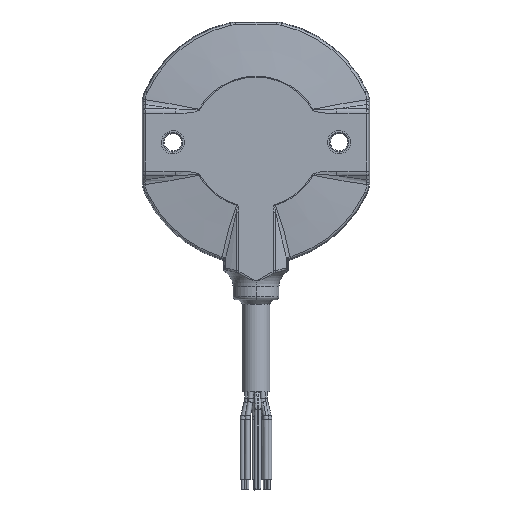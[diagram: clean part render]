
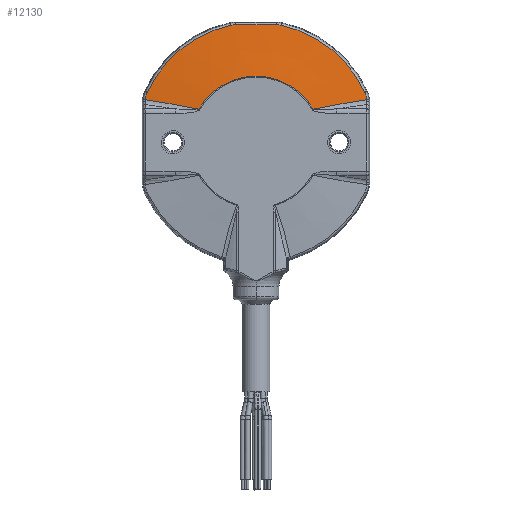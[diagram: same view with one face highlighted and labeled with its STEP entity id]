
A CAD part, top view. The second image highlights one B-rep face of the part: STEP entity #12130.
In plain terms, the highlighted conical face has half-angle 84 degrees and reference radius 15 mm.
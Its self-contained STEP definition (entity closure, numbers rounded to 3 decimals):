
#26 = CARTESIAN_POINT ( 'NONE',  ( 5.799, 26.736, 6.401 ) ) ;
#248 = B_SPLINE_CURVE_WITH_KNOTS ( 'NONE', 3,
 ( #5129, #5057, #4996, #4939 ),
 .UNSPECIFIED., .F., .F.,
 ( 4, 4 ),
 ( 0., 0.002 ),
 .UNSPECIFIED. ) ;
#346 = ORIENTED_EDGE ( 'NONE', *, *, #13029, .T. ) ;
#360 = EDGE_CURVE ( 'NONE', #15251, #7518, #6083, .T. ) ;
#1012 = CIRCLE ( 'NONE', #16932, 27.357 ) ;
#1111 = EDGE_CURVE ( 'NONE', #7518, #4077, #8751, .T. ) ;
#1130 = CARTESIAN_POINT ( 'NONE',  ( 5.799, 26.736, 6.401 ) ) ;
#1151 = CARTESIAN_POINT ( 'NONE',  ( 0., 0., 6.401 ) ) ;
#1317 = CARTESIAN_POINT ( 'NONE',  ( -25.328, 9.698, 6.426 ) ) ;
#1324 = ORIENTED_EDGE ( 'NONE', *, *, #8895, .T. ) ;
#1445 = CARTESIAN_POINT ( 'NONE',  ( 5.053, 26.856, 6.405 ) ) ;
#2045 = CARTESIAN_POINT ( 'NONE',  ( 0., 0., 7.689 ) ) ;
#2196 = CARTESIAN_POINT ( 'NONE',  ( 25.328, 9.698, 6.426 ) ) ;
#2425 = CARTESIAN_POINT ( 'NONE',  ( 0., 0., 6.401 ) ) ;
#2491 = EDGE_CURVE ( 'NONE', #5790, #15251, #10808, .T. ) ;
#2564 = AXIS2_PLACEMENT_3D ( 'NONE', #2045, #11860, #3447 ) ;
#3447 = DIRECTION ( 'NONE',  ( -1., 0., 0. ) ) ;
#3852 = DIRECTION ( 'NONE',  ( 1., 0., 0. ) ) ;
#4077 = VERTEX_POINT ( 'NONE', #4630 ) ;
#4214 = CARTESIAN_POINT ( 'NONE',  ( -25.328, 9.698, 6.426 ) ) ;
#4269 = VERTEX_POINT ( 'NONE', #1317 ) ;
#4296 = VERTEX_POINT ( 'NONE', #1130 ) ;
#4313 = CARTESIAN_POINT ( 'NONE',  ( 25.118, 10.856, 6.401 ) ) ;
#4630 = CARTESIAN_POINT ( 'NONE',  ( -24.87, 11.397, 6.401 ) ) ;
#4685 = EDGE_CURVE ( 'NONE', #18155, #6818, #8583, .T. ) ;
#4935 = B_SPLINE_CURVE_WITH_KNOTS ( 'NONE', 3,
 ( #6354, #14916, #10585, #2196 ),
 .UNSPECIFIED., .F., .F.,
 ( 4, 4 ),
 ( 0., 0.013 ),
 .UNSPECIFIED. ) ;
#4939 = CARTESIAN_POINT ( 'NONE',  ( -25.328, 9.698, 6.426 ) ) ;
#4996 = CARTESIAN_POINT ( 'NONE',  ( -25.271, 10.29, 6.409 ) ) ;
#5057 = CARTESIAN_POINT ( 'NONE',  ( -25.118, 10.856, 6.401 ) ) ;
#5129 = CARTESIAN_POINT ( 'NONE',  ( -24.87, 11.397, 6.401 ) ) ;
#5557 = CARTESIAN_POINT ( 'NONE',  ( -1.558, 26.854, 6.468 ) ) ;
#5668 = CARTESIAN_POINT ( 'NONE',  ( -13.075, 7.561, 7.689 ) ) ;
#5790 = VERTEX_POINT ( 'NONE', #9907 ) ;
#5964 = ORIENTED_EDGE ( 'NONE', *, *, #360, .T. ) ;
#6083 = B_SPLINE_CURVE_WITH_KNOTS ( 'NONE', 3,
 ( #17975, #7887, #7280, #7437 ),
 .UNSPECIFIED., .F., .F.,
 ( 4, 4 ),
 ( 0., 0.001 ),
 .UNSPECIFIED. ) ;
#6119 = CARTESIAN_POINT ( 'NONE',  ( 13.075, 7.561, 7.689 ) ) ;
#6127 = DIRECTION ( 'NONE',  ( 1., 0., 0. ) ) ;
#6354 = CARTESIAN_POINT ( 'NONE',  ( 13.075, 7.561, 7.689 ) ) ;
#6680 = ORIENTED_EDGE ( 'NONE', *, *, #14999, .T. ) ;
#6768 = ORIENTED_EDGE ( 'NONE', *, *, #1111, .T. ) ;
#6818 = VERTEX_POINT ( 'NONE', #17528 ) ;
#7280 = CARTESIAN_POINT ( 'NONE',  ( -5.428, 26.816, 6.401 ) ) ;
#7349 = ORIENTED_EDGE ( 'NONE', *, *, #14074, .T. ) ;
#7437 = CARTESIAN_POINT ( 'NONE',  ( -5.799, 26.736, 6.401 ) ) ;
#7518 = VERTEX_POINT ( 'NONE', #10329 ) ;
#7524 = B_SPLINE_CURVE_WITH_KNOTS ( 'NONE', 3,
 ( #4214, #9806, #14218, #5668 ),
 .UNSPECIFIED., .F., .F.,
 ( 4, 4 ),
 ( 0., 0.013 ),
 .UNSPECIFIED. ) ;
#7796 = AXIS2_PLACEMENT_3D ( 'NONE', #18021, #10894, #8055 ) ;
#7887 = CARTESIAN_POINT ( 'NONE',  ( -5.053, 26.856, 6.405 ) ) ;
#8055 = DIRECTION ( 'NONE',  ( -1., 0., 0. ) ) ;
#8068 = CARTESIAN_POINT ( 'NONE',  ( 24.87, 11.397, 6.401 ) ) ;
#8114 = CARTESIAN_POINT ( 'NONE',  ( 25.328, 9.698, 6.426 ) ) ;
#8149 = CARTESIAN_POINT ( 'NONE',  ( 1.558, 26.854, 6.468 ) ) ;
#8233 = CARTESIAN_POINT ( 'NONE',  ( 25.271, 10.29, 6.409 ) ) ;
#8532 = ORIENTED_EDGE ( 'NONE', *, *, #16652, .T. ) ;
#8583 = B_SPLINE_CURVE_WITH_KNOTS ( 'NONE', 3,
 ( #8114, #8233, #4313, #8068 ),
 .UNSPECIFIED., .F., .F.,
 ( 4, 4 ),
 ( 0., 0.002 ),
 .UNSPECIFIED. ) ;
#8751 = CIRCLE ( 'NONE', #13075, 27.357 ) ;
#8895 = EDGE_CURVE ( 'NONE', #4077, #4269, #248, .T. ) ;
#8913 = B_SPLINE_CURVE_WITH_KNOTS ( 'NONE', 3,
 ( #26, #16969, #1445, #11238 ),
 .UNSPECIFIED., .F., .F.,
 ( 4, 4 ),
 ( 0., 0.001 ),
 .UNSPECIFIED. ) ;
#9134 = DIRECTION ( 'NONE',  ( 0., 0., 1. ) ) ;
#9221 = CARTESIAN_POINT ( 'NONE',  ( 4.673, 26.856, 6.411 ) ) ;
#9503 = ORIENTED_EDGE ( 'NONE', *, *, #16647, .T. ) ;
#9676 = CARTESIAN_POINT ( 'NONE',  ( 25.328, 9.698, 6.426 ) ) ;
#9760 = CARTESIAN_POINT ( 'NONE',  ( -4.673, 26.856, 6.411 ) ) ;
#9806 = CARTESIAN_POINT ( 'NONE',  ( -21.227, 9.086, 6.852 ) ) ;
#9907 = CARTESIAN_POINT ( 'NONE',  ( 4.673, 26.856, 6.411 ) ) ;
#10329 = CARTESIAN_POINT ( 'NONE',  ( -5.799, 26.736, 6.401 ) ) ;
#10585 = CARTESIAN_POINT ( 'NONE',  ( 21.227, 9.086, 6.852 ) ) ;
#10690 = CIRCLE ( 'NONE', #2564, 15.104 ) ;
#10808 = B_SPLINE_CURVE_WITH_KNOTS ( 'NONE', 3,
 ( #9221, #8149, #5557, #9760 ),
 .UNSPECIFIED., .F., .F.,
 ( 4, 4 ),
 ( 0., 0.009 ),
 .UNSPECIFIED. ) ;
#10894 = DIRECTION ( 'NONE',  ( 0., 0., -1. ) ) ;
#11238 = CARTESIAN_POINT ( 'NONE',  ( 4.673, 26.856, 6.411 ) ) ;
#11505 = CONICAL_SURFACE ( 'NONE', #7796, 15., 1.466 ) ;
#11860 = DIRECTION ( 'NONE',  ( 0., 0., -1. ) ) ;
#12130 = ADVANCED_FACE ( 'NONE', ( #12449 ), #11505, .T. ) ;
#12149 = VERTEX_POINT ( 'NONE', #16675 ) ;
#12258 = DIRECTION ( 'NONE',  ( 0., 0., 1. ) ) ;
#12449 = FACE_OUTER_BOUND ( 'NONE', #15580, .T. ) ;
#12672 = ORIENTED_EDGE ( 'NONE', *, *, #2491, .T. ) ;
#12698 = VERTEX_POINT ( 'NONE', #6119 ) ;
#12882 = ORIENTED_EDGE ( 'NONE', *, *, #4685, .T. ) ;
#13029 = EDGE_CURVE ( 'NONE', #12698, #18155, #4935, .T. ) ;
#13075 = AXIS2_PLACEMENT_3D ( 'NONE', #1151, #9134, #6127 ) ;
#14074 = EDGE_CURVE ( 'NONE', #12149, #12698, #10690, .T. ) ;
#14218 = CARTESIAN_POINT ( 'NONE',  ( -17.138, 8.396, 7.276 ) ) ;
#14916 = CARTESIAN_POINT ( 'NONE',  ( 17.138, 8.396, 7.276 ) ) ;
#14999 = EDGE_CURVE ( 'NONE', #6818, #4296, #1012, .T. ) ;
#15251 = VERTEX_POINT ( 'NONE', #17065 ) ;
#15580 = EDGE_LOOP ( 'NONE', ( #6768, #1324, #8532, #7349, #346, #12882, #6680, #9503, #12672, #5964 ) ) ;
#16647 = EDGE_CURVE ( 'NONE', #4296, #5790, #8913, .T. ) ;
#16652 = EDGE_CURVE ( 'NONE', #4269, #12149, #7524, .T. ) ;
#16675 = CARTESIAN_POINT ( 'NONE',  ( -13.075, 7.561, 7.689 ) ) ;
#16932 = AXIS2_PLACEMENT_3D ( 'NONE', #2425, #12258, #3852 ) ;
#16969 = CARTESIAN_POINT ( 'NONE',  ( 5.428, 26.816, 6.401 ) ) ;
#17065 = CARTESIAN_POINT ( 'NONE',  ( -4.673, 26.856, 6.411 ) ) ;
#17528 = CARTESIAN_POINT ( 'NONE',  ( 24.87, 11.397, 6.401 ) ) ;
#17975 = CARTESIAN_POINT ( 'NONE',  ( -4.673, 26.856, 6.411 ) ) ;
#18021 = CARTESIAN_POINT ( 'NONE',  ( 0., 0., 7.7 ) ) ;
#18155 = VERTEX_POINT ( 'NONE', #9676 ) ;
